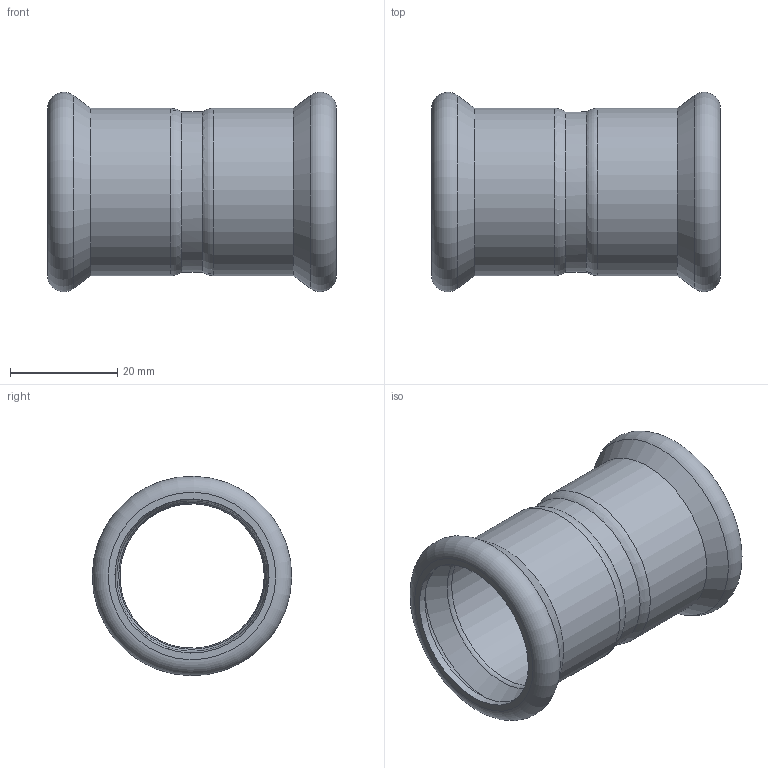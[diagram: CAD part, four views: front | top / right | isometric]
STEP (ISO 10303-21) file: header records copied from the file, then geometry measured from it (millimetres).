
FILE_DESCRIPTION(/* description */ (''),/* implementation_level */ '2;1');
FILE_NAME(/* name */ '44005.stp',/* time_stamp */ '2023-09-08T11:32:02+02:00',/* author */ ('JANAN'),/* organization */ (''),/* preprocessor_version */ 'ST-DEVELOPER v19.2',/* originating_system */ 'Autodesk Inventor 2023',/* authorisation */ '');
FILE_SCHEMA (('AUTOMOTIVE_DESIGN { 1 0 10303 214 3 1 1 }'));
Length unit declared in the file: millimetre
Products named in the file (1): tmp5659.tmp
Bounding box: 54 x 37.28 x 37.28 mm (x, y, z)
Volume: 8738.9 mm3; surface area: 11858.2 mm2
Topology: 1 solids, 1 shells, 28 faces, 57 edges, 33 vertices
Faces by surface type: torus 12, cylinder 8, plane 4, cone 4
Full cylindrical faces by diameter (mm): 27 x1, 28.2 x2, 28.8 x2, 30 x1, 31.3 x2
Entity records: 821 total; most frequent: DIRECTION 160, CARTESIAN_POINT 119, ORIENTED_EDGE 114, AXIS2_PLACEMENT_3D 74, EDGE_CURVE 57, CIRCLE 45, VERTEX_POINT 33, EDGE_LOOP 32
